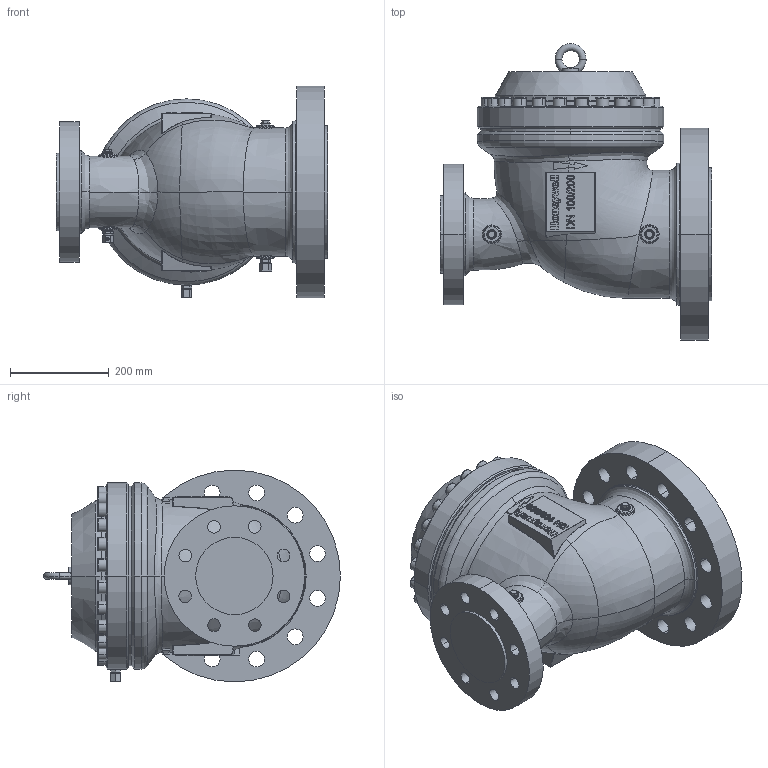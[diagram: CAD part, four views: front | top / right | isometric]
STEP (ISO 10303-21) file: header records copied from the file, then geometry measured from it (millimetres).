
FILE_DESCRIPTION (( 'STEP AP214' ), '1' );
FILE_NAME ('HON502_DN100-200_class600_left_execution.STEP', '2020-01-30T12:14:09', ( '' ), ( '' ), 'SwSTEP 2.0', 'SolidWorks 2017', '' );
FILE_SCHEMA (( 'AUTOMOTIVE_DESIGN' ));
Length unit declared in the file: millimetre
Products named in the file (1): HON502_DN100-200_class600_left_execution
Bounding box: 550 x 602 x 430 mm (x, y, z)
Volume: 49342684.5 mm3; surface area: 1226539.1 mm2
Topology: 1 solids, 1 shells, 1422 faces, 3517 edges, 2175 vertices
Faces by surface type: plane 668, bspline 326, cylinder 203, cone 149, torus 76
Entity records: 256843 total; most frequent: CARTESIAN_POINT 217216, ORIENTED_EDGE 6934, DIRECTION 5435, EDGE_CURVE 3467, VERTEX_POINT 2175, AXIS2_PLACEMENT_3D 1889, VECTOR 1657, LINE 1657
